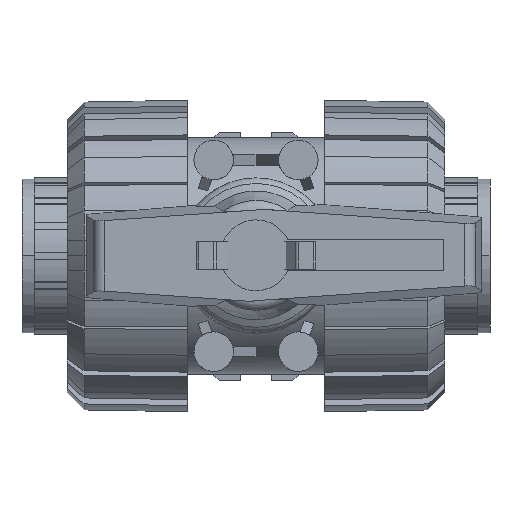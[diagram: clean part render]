
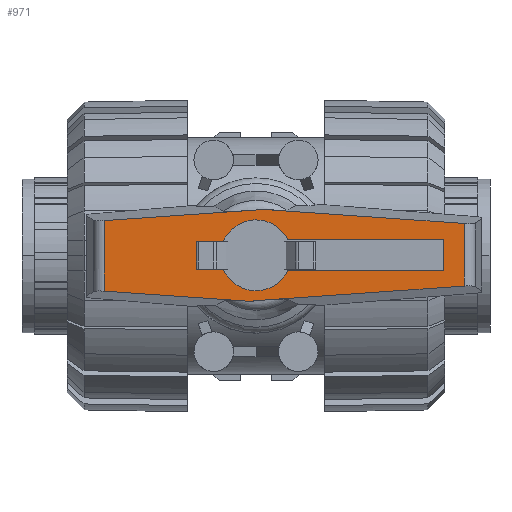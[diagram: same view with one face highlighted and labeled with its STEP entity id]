
A CAD part, top view. The second image highlights one B-rep face of the part: STEP entity #971.
In plain terms, the highlighted planar face has unit normal (0, 0, 1).
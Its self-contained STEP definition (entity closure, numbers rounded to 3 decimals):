
#971=ADVANCED_FACE('',(#2289,#2290,#2291),#2292,.T.);
#2289=FACE_BOUND('',#4040,.T.);
#2290=FACE_OUTER_BOUND('',#4041,.T.);
#2291=FACE_BOUND('',#4042,.T.);
#2292=PLANE('',#4043);
#4040=EDGE_LOOP('',(#6446,#6447,#6448,#6449));
#4041=EDGE_LOOP('',(#6450,#6451,#6452,#6453,#6454,#6455,#6456,#6457));
#4042=EDGE_LOOP('',(#6458,#6459,#6460,#6461));
#4043=AXIS2_PLACEMENT_3D('',#6462,#6463,#6464);
#6446=ORIENTED_EDGE('',*,*,#11247,.T.);
#6447=ORIENTED_EDGE('',*,*,#11231,.T.);
#6448=ORIENTED_EDGE('',*,*,#11224,.T.);
#6449=ORIENTED_EDGE('',*,*,#11239,.T.);
#6450=ORIENTED_EDGE('',*,*,#11269,.T.);
#6451=ORIENTED_EDGE('',*,*,#11319,.T.);
#6452=ORIENTED_EDGE('',*,*,#11306,.T.);
#6453=ORIENTED_EDGE('',*,*,#11296,.T.);
#6454=ORIENTED_EDGE('',*,*,#11288,.T.);
#6455=ORIENTED_EDGE('',*,*,#11321,.F.);
#6456=ORIENTED_EDGE('',*,*,#11193,.T.);
#6457=ORIENTED_EDGE('',*,*,#11261,.T.);
#6458=ORIENTED_EDGE('',*,*,#11199,.T.);
#6459=ORIENTED_EDGE('',*,*,#11214,.T.);
#6460=ORIENTED_EDGE('',*,*,#11222,.T.);
#6461=ORIENTED_EDGE('',*,*,#11206,.T.);
#6462=CARTESIAN_POINT('',(3.932,0.0,102.5));
#6463=DIRECTION('',(0.0,0.0,1.0));
#6464=DIRECTION('',(1.0,0.0,0.0));
#11193=EDGE_CURVE('',#13503,#13501,#13504,.T.);
#11199=EDGE_CURVE('',#13513,#13514,#13515,.T.);
#11206=EDGE_CURVE('',#13526,#13513,#13527,.T.);
#11214=EDGE_CURVE('',#13514,#13538,#13539,.T.);
#11222=EDGE_CURVE('',#13538,#13526,#13548,.T.);
#11224=EDGE_CURVE('',#13550,#13551,#13552,.T.);
#11231=EDGE_CURVE('',#13563,#13550,#13564,.T.);
#11239=EDGE_CURVE('',#13551,#13575,#13576,.T.);
#11247=EDGE_CURVE('',#13575,#13563,#13585,.T.);
#11261=EDGE_CURVE('',#13501,#13604,#13606,.T.);
#11269=EDGE_CURVE('',#13604,#13619,#13621,.T.);
#11288=EDGE_CURVE('',#13651,#13649,#13652,.T.);
#11296=EDGE_CURVE('',#13665,#13651,#13666,.T.);
#11306=EDGE_CURVE('',#13677,#13665,#13678,.T.);
#11319=EDGE_CURVE('',#13619,#13677,#13696,.T.);
#11321=EDGE_CURVE('',#13503,#13649,#13698,.T.);
#13501=VERTEX_POINT('',#17036);
#13503=VERTEX_POINT('',#17039);
#13504=LINE('',#17040,#17041);
#13513=VERTEX_POINT('',#17052);
#13514=VERTEX_POINT('',#17053);
#13515=LINE('',#17054,#17055);
#13526=VERTEX_POINT('',#17069);
#13527=LINE('',#17070,#17071);
#13538=VERTEX_POINT('',#17086);
#13539=LINE('',#17087,#17088);
#13548=LINE('',#17100,#17101);
#13550=VERTEX_POINT('',#17103);
#13551=VERTEX_POINT('',#17104);
#13552=LINE('',#17105,#17106);
#13563=VERTEX_POINT('',#17120);
#13564=LINE('',#17121,#17122);
#13575=VERTEX_POINT('',#17137);
#13576=LINE('',#17138,#17139);
#13585=LINE('',#17151,#17152);
#13604=VERTEX_POINT('',#17224);
#13606=LINE('',#17227,#17228);
#13619=VERTEX_POINT('',#17244);
#13621=LINE('',#17246,#17247);
#13649=VERTEX_POINT('',#17337);
#13651=VERTEX_POINT('',#17339);
#13652=LINE('',#17340,#17341);
#13665=VERTEX_POINT('',#17427);
#13666=LINE('',#17428,#17429);
#13677=VERTEX_POINT('',#17465);
#13678=LINE('',#17466,#17467);
#13696=LINE('',#17523,#17524);
#13698=LINE('',#17526,#17527);
#17036=CARTESIAN_POINT('',(0.429,8.204,102.5));
#17039=CARTESIAN_POINT('',(36.912,5.652,102.5));
#17040=CARTESIAN_POINT('',(21.382,6.738,102.5));
#17041=VECTOR('',#23949,1.0);
#17052=CARTESIAN_POINT('',(-4.815,-2.475,102.5));
#17053=CARTESIAN_POINT('',(-10.633,-2.475,102.5));
#17054=CARTESIAN_POINT('',(-1.986,-2.475,102.5));
#17055=VECTOR('',#23958,1.0);
#17069=CARTESIAN_POINT('',(-4.815,2.475,102.5));
#17070=CARTESIAN_POINT('',(-4.815,-1.238,102.5));
#17071=VECTOR('',#23968,1.0);
#17086=CARTESIAN_POINT('',(-10.633,2.475,102.5));
#17087=CARTESIAN_POINT('',(-10.633,3.713,102.5));
#17088=VECTOR('',#23976,1.0);
#17100=CARTESIAN_POINT('',(-1.986,2.475,102.5));
#17101=VECTOR('',#23983,1.0);
#17103=CARTESIAN_POINT('',(4.815,2.475,102.5));
#17104=CARTESIAN_POINT('',(10.633,2.475,102.5));
#17105=CARTESIAN_POINT('',(5.917,2.475,102.5));
#17106=VECTOR('',#23984,1.0);
#17120=CARTESIAN_POINT('',(4.815,-2.475,102.5));
#17121=CARTESIAN_POINT('',(4.815,1.238,102.5));
#17122=VECTOR('',#23994,1.0);
#17137=CARTESIAN_POINT('',(10.633,-2.475,102.5));
#17138=CARTESIAN_POINT('',(10.633,6.188,102.5));
#17139=VECTOR('',#24002,1.0);
#17151=CARTESIAN_POINT('',(5.917,-2.475,102.5));
#17152=VECTOR('',#24009,1.0);
#17224=CARTESIAN_POINT('',(0.438,8.069,102.5));
#17227=CARTESIAN_POINT('',(0.077,13.236,102.5));
#17228=VECTOR('',#24015,1.0);
#17244=CARTESIAN_POINT('',(-26.912,6.157,102.5));
#17246=CARTESIAN_POINT('',(-3.003,7.829,102.5));
#17247=VECTOR('',#24028,1.0);
#17337=CARTESIAN_POINT('',(36.912,-5.457,102.5));
#17339=CARTESIAN_POINT('',(-0.438,-8.069,102.5));
#17340=CARTESIAN_POINT('',(22.058,-6.496,102.5));
#17341=VECTOR('',#24052,1.0);
#17427=CARTESIAN_POINT('',(-0.429,-8.204,102.5));
#17428=CARTESIAN_POINT('',(-0.676,-4.669,102.5));
#17429=VECTOR('',#24054,1.0);
#17465=CARTESIAN_POINT('',(-26.912,-6.352,102.5));
#17466=CARTESIAN_POINT('',(-3.705,-7.974,102.5));
#17467=VECTOR('',#24059,1.0);
#17523=CARTESIAN_POINT('',(-26.912,9.9,102.5));
#17524=VECTOR('',#24070,1.0);
#17526=CARTESIAN_POINT('',(36.912,9.9,102.5));
#17527=VECTOR('',#24071,1.0);
#23949=DIRECTION('',(-0.998,0.07,0.0));
#23958=DIRECTION('',(-1.0,0.0,0.0));
#23968=DIRECTION('',(0.0,-1.0,0.0));
#23976=DIRECTION('',(0.0,1.0,-0.0));
#23983=DIRECTION('',(1.0,0.0,0.0));
#23984=DIRECTION('',(1.0,0.0,-0.0));
#23994=DIRECTION('',(0.0,1.0,-0.0));
#24002=DIRECTION('',(0.0,-1.0,0.0));
#24009=DIRECTION('',(-1.0,0.0,0.0));
#24015=DIRECTION('',(0.07,-0.998,0.0));
#24028=DIRECTION('',(-0.998,-0.07,0.0));
#24052=DIRECTION('',(0.998,0.07,-0.0));
#24054=DIRECTION('',(-0.07,0.998,0.0));
#24059=DIRECTION('',(0.998,-0.07,0.0));
#24070=DIRECTION('',(0.0,-1.0,0.0));
#24071=DIRECTION('',(0.0,-1.0,0.0));
